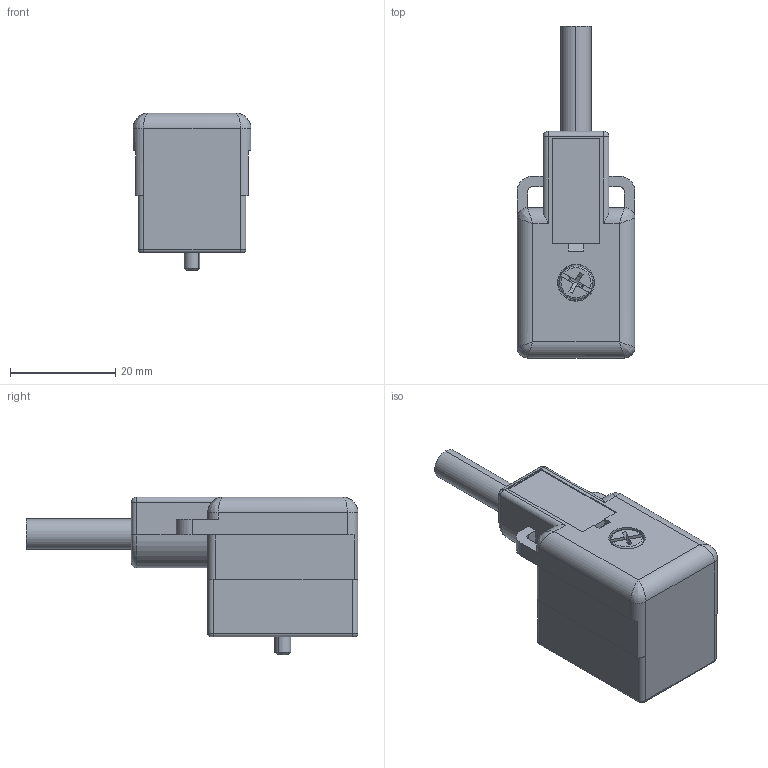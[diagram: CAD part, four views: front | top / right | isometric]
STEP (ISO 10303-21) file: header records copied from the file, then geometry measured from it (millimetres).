
FILE_DESCRIPTION(('CATIA V5 STEP Exchange','CAx-IF Rec.Pracs.--- Model Styling and Organization---1.4--- 2014-01-23'),'2;1');
FILE_NAME ('023655-3_0_1845160500_1845160500.stp','2020-08-19T09:04:01+00:00',('none'),('Weidmueller'),'CATIA Version 5-6 Release 2016 SP3 HF44','CATIA V5 STEP AP214','none');
FILE_SCHEMA(('AUTOMOTIVE_DESIGN { 1 0 10303 214 1 1 1 1 }'));
Length unit declared in the file: millimetre
Products named in the file (1): 1845160500
Bounding box: 22.4 x 63 x 30 mm (x, y, z)
Volume: 17815.7 mm3; surface area: 5346.4 mm2
Topology: 2 solids, 2 shells, 188 faces, 503 edges, 317 vertices
Faces by surface type: plane 102, cylinder 57, cone 12, torus 11, bspline 4, sphere 2
Entity records: 6152 total; most frequent: CARTESIAN_POINT 1672, ORIENTED_EDGE 990, DIRECTION 782, EDGE_CURVE 495, VERTEX_POINT 317, AXIS2_PLACEMENT_3D 302, VECTOR 298, LINE 298
